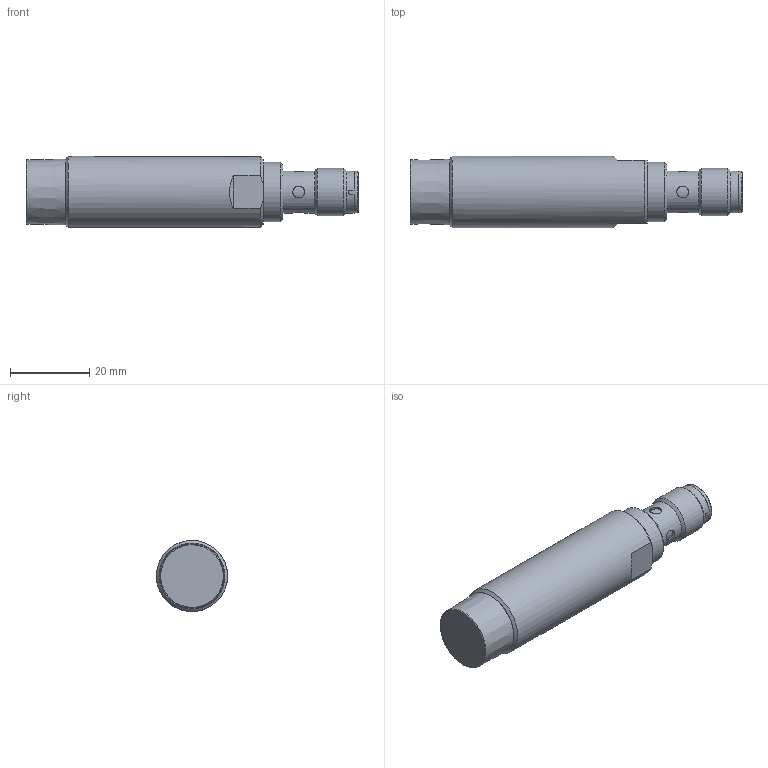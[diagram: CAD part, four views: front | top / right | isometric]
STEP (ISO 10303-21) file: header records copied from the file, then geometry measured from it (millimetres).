
FILE_DESCRIPTION(/* description */ (''),/* implementation_level */ '2;1');
FILE_NAME(/* name */ 'icb18_3x_no_flush_connector_50mm_asm.stp',/* time_stamp */ '2015-05-07T14:59:30+02:00',/* author */ ('ddecol'),/* organization */ (''),/* preprocessor_version */ 'ST-DEVELOPER v15.6',/* originating_system */ 'Autodesk Inventor 2015',/* authorisation */ '');
FILE_SCHEMA (('AUTOMOTIVE_DESIGN { 1 0 10303 214 3 1 1 }'));
Length unit declared in the file: millimetre
Products named in the file (1): icb18_3x_no_flush_connector_50mm_asm
Bounding box: 84 x 17.99 x 17.97 mm (x, y, z)
Surface area: 5392.2 mm2 (no closed solid volume)
Topology: 0 solids, 8 shells, 45 faces, 209 edges, 167 vertices
Faces by surface type: cylinder 19, plane 11, cone 7, sphere 4, torus 3, bspline 1
Full cylindrical faces by diameter (mm): 1 x4, 3 x4, 9.5 x1, 10.5 x1, 10.6 x2, 12 x1, 15.1 x1, 18 x1
Entity records: 2740 total; most frequent: CARTESIAN_POINT 1310, DIRECTION 270, ORIENTED_EDGE 213, EDGE_CURVE 157, VERTEX_POINT 143, AXIS2_PLACEMENT_3D 116, EDGE_LOOP 79, CIRCLE 61
